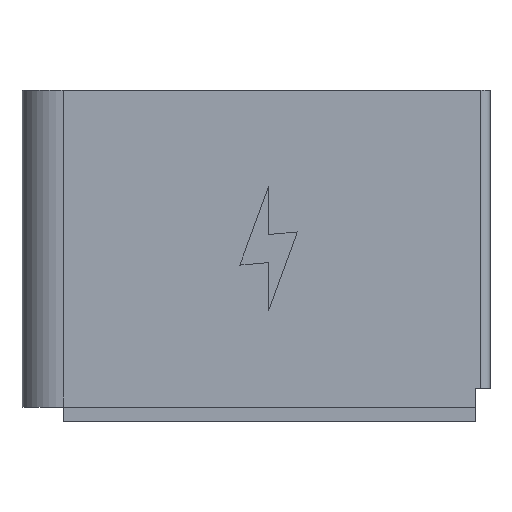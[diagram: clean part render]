
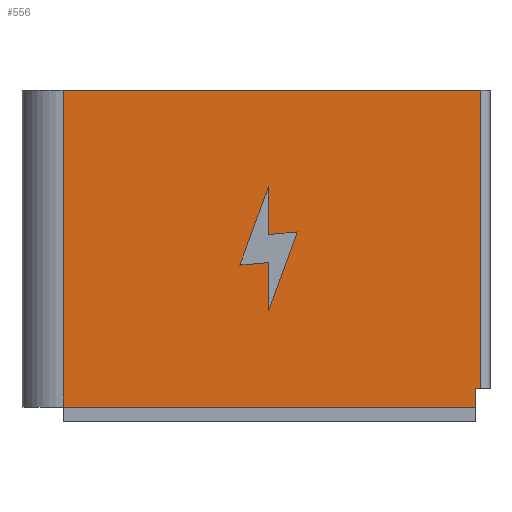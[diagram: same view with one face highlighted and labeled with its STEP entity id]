
A CAD part, left-side view. The second image highlights one B-rep face of the part: STEP entity #556.
In plain terms, the highlighted planar face has unit normal (-1, 0, 0).
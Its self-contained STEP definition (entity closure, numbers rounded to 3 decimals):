
#15=FACE_BOUND('',#94,.T.);
#37=PLANE('',#603);
#64=FACE_OUTER_BOUND('',#93,.T.);
#93=EDGE_LOOP('',(#472,#473,#474,#475,#476,#477));
#94=EDGE_LOOP('',(#478,#479,#480,#481,#482,#483));
#103=LINE('',#762,#174);
#108=LINE('',#774,#179);
#114=LINE('',#787,#185);
#117=LINE('',#793,#188);
#120=LINE('',#799,#191);
#123=LINE('',#805,#194);
#126=LINE('',#811,#197);
#129=LINE('',#815,#200);
#148=LINE('',#855,#219);
#162=LINE('',#883,#233);
#164=LINE('',#890,#235);
#165=LINE('',#891,#236);
#174=VECTOR('',#619,10.);
#179=VECTOR('',#630,10.);
#185=VECTOR('',#638,10.);
#188=VECTOR('',#643,10.);
#191=VECTOR('',#648,10.);
#194=VECTOR('',#653,10.);
#197=VECTOR('',#658,10.);
#200=VECTOR('',#663,10.);
#219=VECTOR('',#694,10.);
#233=VECTOR('',#720,10.);
#235=VECTOR('',#728,10.);
#236=VECTOR('',#729,10.);
#252=VERTEX_POINT('',#759);
#253=VERTEX_POINT('',#761);
#257=VERTEX_POINT('',#773);
#262=VERTEX_POINT('',#784);
#263=VERTEX_POINT('',#786);
#265=VERTEX_POINT('',#792);
#267=VERTEX_POINT('',#798);
#269=VERTEX_POINT('',#804);
#271=VERTEX_POINT('',#810);
#286=VERTEX_POINT('',#854);
#294=VERTEX_POINT('',#882);
#296=VERTEX_POINT('',#889);
#302=EDGE_CURVE('',#252,#253,#103,.T.);
#308=EDGE_CURVE('',#257,#253,#108,.T.);
#314=EDGE_CURVE('',#263,#262,#114,.T.);
#317=EDGE_CURVE('',#265,#263,#117,.T.);
#320=EDGE_CURVE('',#267,#265,#120,.T.);
#323=EDGE_CURVE('',#269,#267,#123,.T.);
#326=EDGE_CURVE('',#271,#269,#126,.T.);
#329=EDGE_CURVE('',#262,#271,#129,.T.);
#348=EDGE_CURVE('',#286,#257,#148,.T.);
#362=EDGE_CURVE('',#294,#286,#162,.T.);
#366=EDGE_CURVE('',#296,#252,#164,.T.);
#367=EDGE_CURVE('',#294,#296,#165,.T.);
#472=ORIENTED_EDGE('',*,*,#302,.F.);
#473=ORIENTED_EDGE('',*,*,#366,.F.);
#474=ORIENTED_EDGE('',*,*,#367,.F.);
#475=ORIENTED_EDGE('',*,*,#362,.T.);
#476=ORIENTED_EDGE('',*,*,#348,.T.);
#477=ORIENTED_EDGE('',*,*,#308,.T.);
#478=ORIENTED_EDGE('',*,*,#314,.T.);
#479=ORIENTED_EDGE('',*,*,#329,.T.);
#480=ORIENTED_EDGE('',*,*,#326,.T.);
#481=ORIENTED_EDGE('',*,*,#323,.T.);
#482=ORIENTED_EDGE('',*,*,#320,.T.);
#483=ORIENTED_EDGE('',*,*,#317,.T.);
#556=ADVANCED_FACE('',(#64,#15),#37,.T.);
#603=AXIS2_PLACEMENT_3D('',#888,#726,#727);
#619=DIRECTION('',(0.,0.,-1.));
#630=DIRECTION('',(0.,-1.,0.));
#638=DIRECTION('',(0.,0.,1.));
#643=DIRECTION('',(0.,0.342,-0.94));
#648=DIRECTION('',(0.,-0.996,0.087));
#653=DIRECTION('',(0.,0.,-1.));
#658=DIRECTION('',(0.,-0.342,0.94));
#663=DIRECTION('',(0.,0.996,-0.087));
#694=DIRECTION('',(0.,0.,1.));
#720=DIRECTION('',(0.,-1.,0.));
#726=DIRECTION('center_axis',(-1.,0.,0.));
#727=DIRECTION('ref_axis',(0.,-1.,0.));
#728=DIRECTION('',(0.,-1.,0.));
#729=DIRECTION('',(0.,0.,1.));
#759=CARTESIAN_POINT('',(-4.4,-22.75,34.));
#761=CARTESIAN_POINT('',(-4.4,-22.75,2.));
#762=CARTESIAN_POINT('',(-4.4,-22.75,0.));
#773=CARTESIAN_POINT('',(-4.4,-22.15,2.));
#774=CARTESIAN_POINT('',(-4.4,11.3,2.));
#784=CARTESIAN_POINT('',(-4.4,0.,15.494));
#786=CARTESIAN_POINT('',(-4.4,0.,10.318));
#787=CARTESIAN_POINT('',(-4.4,0.,5.159));
#792=CARTESIAN_POINT('',(-4.4,-3.078,18.775));
#793=CARTESIAN_POINT('',(-4.4,1.409,6.448));
#798=CARTESIAN_POINT('',(-4.4,0.,18.506));
#799=CARTESIAN_POINT('',(-4.4,11.745,17.478));
#804=CARTESIAN_POINT('',(-4.4,0.,23.682));
#805=CARTESIAN_POINT('',(-4.4,0.,11.841));
#810=CARTESIAN_POINT('',(-4.4,3.078,15.225));
#811=CARTESIAN_POINT('',(-4.4,6.634,5.454));
#815=CARTESIAN_POINT('',(-4.4,11.614,14.478));
#854=CARTESIAN_POINT('',(-4.4,-22.15,0.));
#855=CARTESIAN_POINT('',(-4.4,-22.15,0.));
#882=CARTESIAN_POINT('',(-4.4,22.05,0.));
#883=CARTESIAN_POINT('',(-4.4,22.05,0.));
#888=CARTESIAN_POINT('Origin',(-4.4,22.05,0.));
#889=CARTESIAN_POINT('',(-4.4,22.05,34.));
#890=CARTESIAN_POINT('',(-4.4,22.05,34.));
#891=CARTESIAN_POINT('',(-4.4,22.05,0.));
